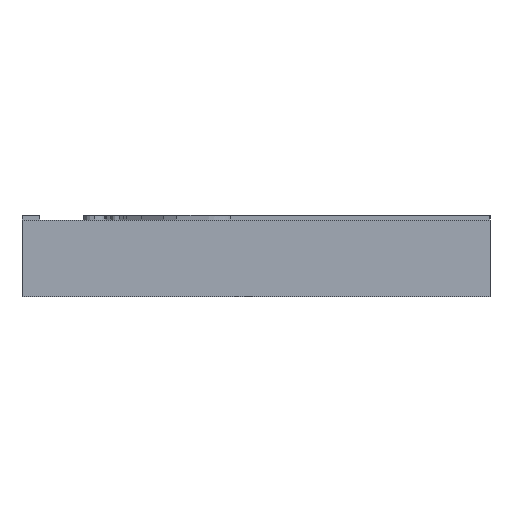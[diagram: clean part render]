
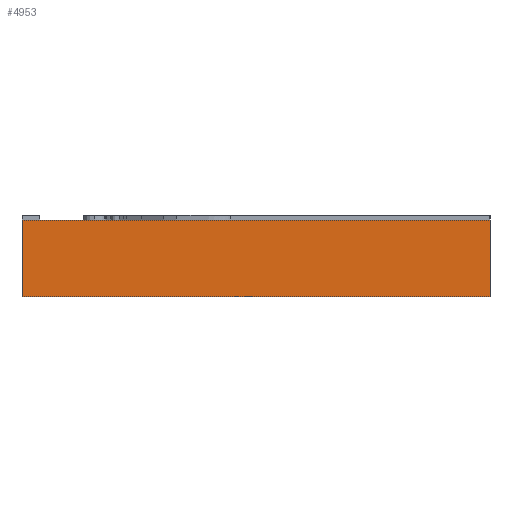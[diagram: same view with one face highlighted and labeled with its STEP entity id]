
A CAD part, front view. The second image highlights one B-rep face of the part: STEP entity #4953.
In plain terms, the highlighted planar face has unit normal (0, -1, 0).
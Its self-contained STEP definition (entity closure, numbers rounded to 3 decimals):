
#59 = VERTEX_POINT ( 'NONE', #9458 ) ;
#114 = CARTESIAN_POINT ( 'NONE',  ( -4.9, -64.25, -0.8 ) ) ;
#352 = EDGE_CURVE ( 'NONE', #59, #7436, #3930, .T. ) ;
#748 = DIRECTION ( 'NONE',  ( 1., 0., 0. ) ) ;
#874 = FACE_OUTER_BOUND ( 'NONE', #1101, .T. ) ;
#1101 = EDGE_LOOP ( 'NONE', ( #5557, #9345, #6596, #9292 ) ) ;
#1514 = LINE ( 'NONE', #114, #3598 ) ;
#1553 = DIRECTION ( 'NONE',  ( 0., 0., -1. ) ) ;
#2352 = DIRECTION ( 'NONE',  ( 0., 0., 1. ) ) ;
#2650 = LINE ( 'NONE', #7994, #8282 ) ;
#3598 = VECTOR ( 'NONE', #3646, 1000. ) ;
#3646 = DIRECTION ( 'NONE',  ( 1., 0., 0. ) ) ;
#3896 = EDGE_CURVE ( 'NONE', #59, #4032, #8790, .T. ) ;
#3930 = LINE ( 'NONE', #8281, #4375 ) ;
#4032 = VERTEX_POINT ( 'NONE', #9670 ) ;
#4375 = VECTOR ( 'NONE', #1553, 1000. ) ;
#4709 = CARTESIAN_POINT ( 'NONE',  ( -4.9, -64.25, -0.8 ) ) ;
#4953 = ADVANCED_FACE ( 'NONE', ( #874 ), #7136, .F. ) ;
#5343 = CARTESIAN_POINT ( 'NONE',  ( 4.9, -64.25, -0.8 ) ) ;
#5557 = ORIENTED_EDGE ( 'NONE', *, *, #7797, .T. ) ;
#5807 = DIRECTION ( 'NONE',  ( 0., 0., -1. ) ) ;
#6227 = AXIS2_PLACEMENT_3D ( 'NONE', #7093, #8287, #2352 ) ;
#6429 = VERTEX_POINT ( 'NONE', #5343 ) ;
#6596 = ORIENTED_EDGE ( 'NONE', *, *, #3896, .F. ) ;
#7093 = CARTESIAN_POINT ( 'NONE',  ( -4.9, -64.25, 0.8 ) ) ;
#7108 = EDGE_CURVE ( 'NONE', #4032, #6429, #2650, .T. ) ;
#7136 = PLANE ( 'NONE',  #6227 ) ;
#7375 = CARTESIAN_POINT ( 'NONE',  ( -4.9, -64.25, 0.8 ) ) ;
#7436 = VERTEX_POINT ( 'NONE', #4709 ) ;
#7797 = EDGE_CURVE ( 'NONE', #7436, #6429, #1514, .T. ) ;
#7994 = CARTESIAN_POINT ( 'NONE',  ( 4.9, -64.25, 0.8 ) ) ;
#8034 = VECTOR ( 'NONE', #748, 1000. ) ;
#8281 = CARTESIAN_POINT ( 'NONE',  ( -4.9, -64.25, 0.8 ) ) ;
#8282 = VECTOR ( 'NONE', #5807, 1000. ) ;
#8287 = DIRECTION ( 'NONE',  ( 0., 1., 0. ) ) ;
#8790 = LINE ( 'NONE', #7375, #8034 ) ;
#9292 = ORIENTED_EDGE ( 'NONE', *, *, #352, .T. ) ;
#9345 = ORIENTED_EDGE ( 'NONE', *, *, #7108, .F. ) ;
#9458 = CARTESIAN_POINT ( 'NONE',  ( -4.9, -64.25, 0.8 ) ) ;
#9670 = CARTESIAN_POINT ( 'NONE',  ( 4.9, -64.25, 0.8 ) ) ;
